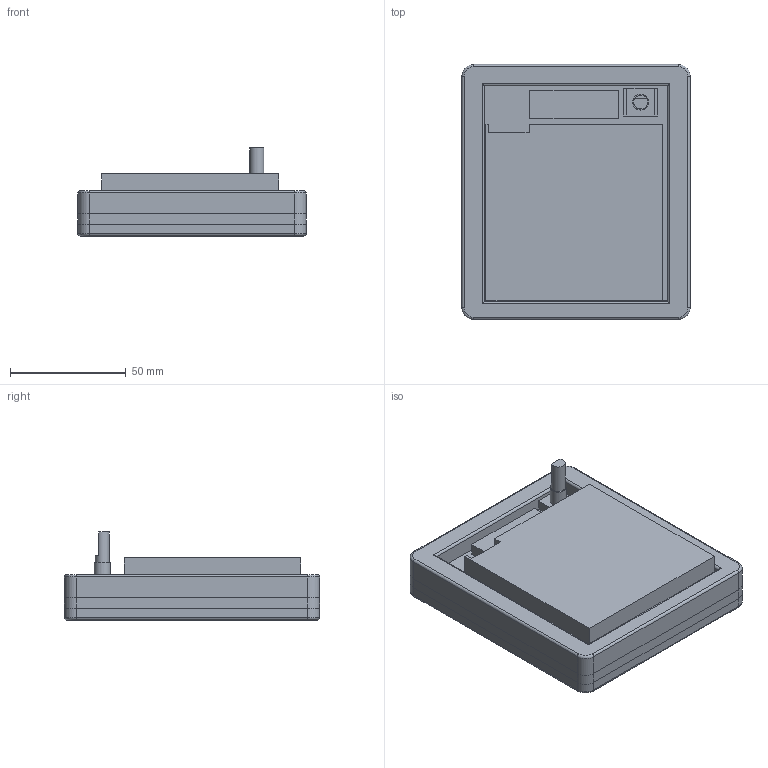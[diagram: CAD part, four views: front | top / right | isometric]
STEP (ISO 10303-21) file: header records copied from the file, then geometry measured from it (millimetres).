
FILE_DESCRIPTION(/* description */ ('STEP AP242','CAx-IF Rec.Pracs.---Representation and Presentation of Product Manufacturing Information (PMI)---4.0---2014-10-13','CAx-IF Rec.Pracs.---3D Tessellated Geometry---0.4---2014-09-14','2;1'),/* implementation_level */ '2;1');
FILE_NAME(/* name */ '67b465319b52f773b05d56ed',/* time_stamp */ '2025-02-18T10:47:14Z',/* author */ (''),/* organization */ (''),/* preprocessor_version */ 'ST-DEVELOPER v20',/* originating_system */ 'ONSHAPE BY PTC INC, 1.193',/* authorisation */ ' ');
FILE_SCHEMA (('AP242_MANAGED_MODEL_BASED_3D_ENGINEERING_MIM_LF { 1 0 10303 442 1 1 4 }'));
Length unit declared in the file: metre
Products named in the file (4): Bottom; Constraints; Middle; Top
Bounding box: 98.42 x 109.97 x 37.95 mm (x, y, z)
Volume: 207608.3 mm3; surface area: 71656.1 mm2
Topology: 4 solids, 4 shells, 451 faces, 1202 edges, 788 vertices
Faces by surface type: plane 154, cylinder 142, bspline 139, torus 12, sphere 4
Full cylindrical faces by diameter (mm): 3.4 x9, 4.25 x10, 6 x6, 6.884 x1
Entity records: 14424 total; most frequent: CARTESIAN_POINT 3922, ORIENTED_EDGE 2322, DIRECTION 1808, EDGE_CURVE 1161, VERTEX_POINT 777, AXIS2_PLACEMENT_3D 609, LINE 590, VECTOR 590
